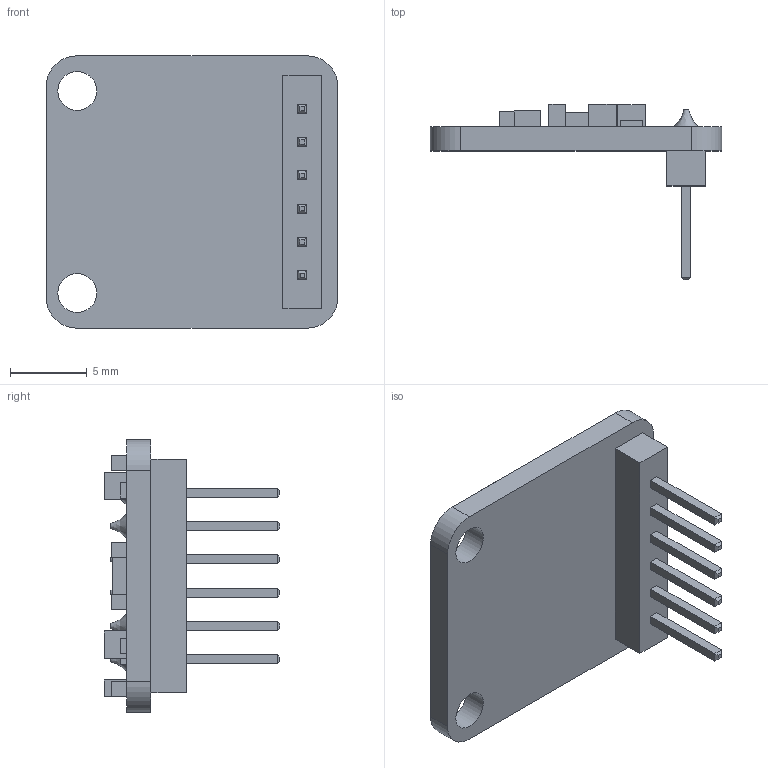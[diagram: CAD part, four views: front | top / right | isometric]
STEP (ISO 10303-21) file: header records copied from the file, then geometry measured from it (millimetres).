
FILE_DESCRIPTION(/* description */ (''),/* implementation_level */ '2;1');
FILE_NAME(/* name */ 'MAGNETOMETER.stp',/* time_stamp */ '2018-11-19T09:51:34-06:00',/* author */ ('rjpc1'),/* organization */ (''),/* preprocessor_version */ 'ST-DEVELOPER v16.5',/* originating_system */ 'Autodesk Inventor 2017',/* authorisation */ '');
FILE_SCHEMA (('AUTOMOTIVE_DESIGN { 1 0 10303 214 3 1 1 }'));
Length unit declared in the file: millimetre
Products named in the file (1): hmc5883l Magnetometro
Bounding box: 19.05 x 11.44 x 17.78 mm (x, y, z)
Volume: 646.7 mm3; surface area: 1038.4 mm2
Topology: 1 solids, 1 shells, 143 faces, 326 edges, 210 vertices
Faces by surface type: plane 131, cylinder 6, bspline 6
Full cylindrical faces by diameter (mm): 2.54 x2
Entity records: 4442 total; most frequent: CARTESIAN_POINT 1022, ORIENTED_EDGE 644, DIRECTION 616, EDGE_CURVE 322, LINE 292, VECTOR 292, VERTEX_POINT 208, EDGE_LOOP 174
